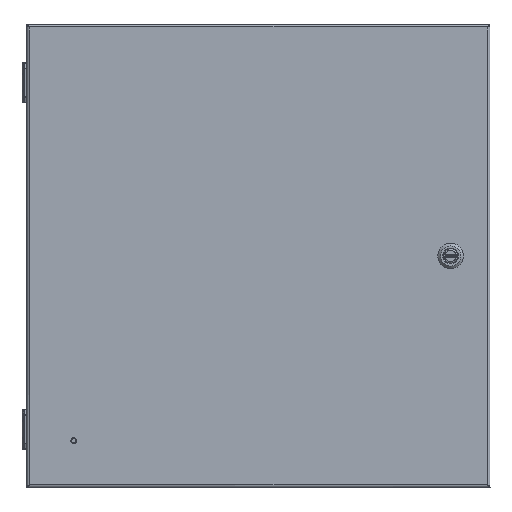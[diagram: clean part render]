
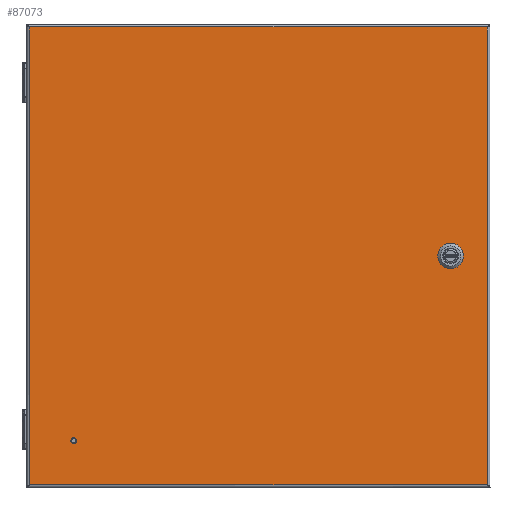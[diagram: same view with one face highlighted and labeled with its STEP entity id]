
A CAD part, top view. The second image highlights one B-rep face of the part: STEP entity #87073.
In plain terms, the highlighted planar face has unit normal (0, 0, 1).
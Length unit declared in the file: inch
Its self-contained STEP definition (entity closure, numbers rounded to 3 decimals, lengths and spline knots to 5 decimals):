
#5387 = VECTOR ( 'NONE', #157790, 39.37008 ) ;
#6793 = LINE ( 'NONE', #137776, #57855 ) ;
#7666 = FACE_BOUND ( 'NONE', #166293, .T. ) ;
#9785 = VERTEX_POINT ( 'NONE', #84486 ) ;
#10217 = CIRCLE ( 'NONE', #98176, 0.443 ) ;
#10328 = VECTOR ( 'NONE', #62301, 39.37008 ) ;
#11161 = EDGE_CURVE ( 'NONE', #112776, #9785, #142007, .T. ) ;
#13423 = CARTESIAN_POINT ( 'NONE',  ( 10.093, -10.0755, 6.119 ) ) ;
#16769 = ORIENTED_EDGE ( 'NONE', *, *, #72211, .T. ) ;
#20533 = CIRCLE ( 'NONE', #99306, 0.443 ) ;
#20861 = ORIENTED_EDGE ( 'NONE', *, *, #139295, .T. ) ;
#24457 = CARTESIAN_POINT ( 'NONE',  ( -8.20655, -8.1275, 6.119 ) ) ;
#26450 = EDGE_CURVE ( 'NONE', #9785, #79183, #84467, .T. ) ;
#28026 = VERTEX_POINT ( 'NONE', #136194 ) ;
#29736 = CARTESIAN_POINT ( 'NONE',  ( 10.205, -10.0755, 6.119 ) ) ;
#30079 = VERTEX_POINT ( 'NONE', #155641 ) ;
#30228 = VECTOR ( 'NONE', #153071, 39.37008 ) ;
#38660 = CARTESIAN_POINT ( 'NONE',  ( 8.076, -0.19858, 6.119 ) ) ;
#39719 = DIRECTION ( 'NONE',  ( 0., 0., -1. ) ) ;
#42342 = CARTESIAN_POINT ( 'NONE',  ( 8.472, 0., 6.119 ) ) ;
#43135 = CARTESIAN_POINT ( 'NONE',  ( 8.868, -0.19858, 6.119 ) ) ;
#43234 = VECTOR ( 'NONE', #69910, 39.37008 ) ;
#46680 = ORIENTED_EDGE ( 'NONE', *, *, #123051, .T. ) ;
#51188 = VERTEX_POINT ( 'NONE', #185613 ) ;
#54164 = DIRECTION ( 'NONE',  ( 0., 0., 1. ) ) ;
#55080 = EDGE_CURVE ( 'NONE', #142428, #59543, #186385, .T. ) ;
#55086 = PLANE ( 'NONE',  #105121 ) ;
#55259 = EDGE_CURVE ( 'NONE', #30079, #63047, #106527, .T. ) ;
#55333 = CARTESIAN_POINT ( 'NONE',  ( 10.093, -10.1875, 6.119 ) ) ;
#57211 = CARTESIAN_POINT ( 'NONE',  ( 10.093, 10.0755, 6.119 ) ) ;
#57855 = VECTOR ( 'NONE', #182386, 39.37008 ) ;
#58221 = DIRECTION ( 'NONE',  ( 1., 0., 0. ) ) ;
#59543 = VERTEX_POINT ( 'NONE', #13423 ) ;
#60555 = CARTESIAN_POINT ( 'NONE',  ( 8.67058, 0.396, 6.119 ) ) ;
#62301 = DIRECTION ( 'NONE',  ( -1., 0., 0. ) ) ;
#63047 = VERTEX_POINT ( 'NONE', #101368 ) ;
#64103 = EDGE_CURVE ( 'NONE', #79183, #150376, #99904, .T. ) ;
#64384 = ORIENTED_EDGE ( 'NONE', *, *, #98532, .T. ) ;
#69910 = DIRECTION ( 'NONE',  ( 0., 1., 0. ) ) ;
#71799 = DIRECTION ( 'NONE',  ( 0., 0., -1. ) ) ;
#71981 = CARTESIAN_POINT ( 'NONE',  ( 8.472, 0., 6.119 ) ) ;
#72211 = EDGE_CURVE ( 'NONE', #89715, #51188, #91750, .T. ) ;
#79183 = VERTEX_POINT ( 'NONE', #106456 ) ;
#84467 = CIRCLE ( 'NONE', #187541, 0.443 ) ;
#84486 = CARTESIAN_POINT ( 'NONE',  ( 8.076, 0.19858, 6.119 ) ) ;
#86428 = CARTESIAN_POINT ( 'NONE',  ( 10.205, -10.1875, 6.119 ) ) ;
#87073 = ADVANCED_FACE ( 'NONE', ( #109241, #7666, #167143 ), #55086, .T. ) ;
#87561 = CARTESIAN_POINT ( 'NONE',  ( 10.205, 0.396, 6.119 ) ) ;
#89062 = EDGE_LOOP ( 'NONE', ( #166458, #160287, #148940, #105632, #20861, #170344, #46680, #103198 ) ) ;
#89715 = VERTEX_POINT ( 'NONE', #57211 ) ;
#90392 = EDGE_CURVE ( 'NONE', #150376, #28026, #20533, .T. ) ;
#91750 = LINE ( 'NONE', #149621, #10328 ) ;
#92079 = CARTESIAN_POINT ( 'NONE',  ( 8.076, -10.1875, 6.119 ) ) ;
#95662 = CARTESIAN_POINT ( 'NONE',  ( -10.058, -10.0755, 6.119 ) ) ;
#97059 = LINE ( 'NONE', #125526, #30228 ) ;
#97654 = DIRECTION ( 'NONE',  ( -1., 0., 0. ) ) ;
#98176 = AXIS2_PLACEMENT_3D ( 'NONE', #122660, #120766, #178662 ) ;
#98532 = EDGE_CURVE ( 'NONE', #59543, #89715, #167393, .T. ) ;
#98716 = CIRCLE ( 'NONE', #165346, 0.09655 ) ;
#99306 = AXIS2_PLACEMENT_3D ( 'NONE', #71981, #39719, #97654 ) ;
#99904 = LINE ( 'NONE', #87561, #5387 ) ;
#101368 = CARTESIAN_POINT ( 'NONE',  ( 8.27342, -0.396, 6.119 ) ) ;
#103198 = ORIENTED_EDGE ( 'NONE', *, *, #11161, .T. ) ;
#105121 = AXIS2_PLACEMENT_3D ( 'NONE', #86428, #54164, #128165 ) ;
#105632 = ORIENTED_EDGE ( 'NONE', *, *, #172194, .T. ) ;
#106456 = CARTESIAN_POINT ( 'NONE',  ( 8.27342, 0.396, 6.119 ) ) ;
#106527 = LINE ( 'NONE', #135922, #186333 ) ;
#109241 = FACE_BOUND ( 'NONE', #89062, .T. ) ;
#109626 = DIRECTION ( 'NONE',  ( -1., 0., 0. ) ) ;
#109767 = DIRECTION ( 'NONE',  ( -1., 0., 0. ) ) ;
#112776 = VERTEX_POINT ( 'NONE', #38660 ) ;
#113231 = DIRECTION ( 'NONE',  ( 0., 1., 0. ) ) ;
#120766 = DIRECTION ( 'NONE',  ( 0., 0., -1. ) ) ;
#120890 = ORIENTED_EDGE ( 'NONE', *, *, #55080, .T. ) ;
#122660 = CARTESIAN_POINT ( 'NONE',  ( 8.472, 0., 6.119 ) ) ;
#123051 = EDGE_CURVE ( 'NONE', #63047, #112776, #151277, .T. ) ;
#125526 = CARTESIAN_POINT ( 'NONE',  ( -10.058, -10.1875, 6.119 ) ) ;
#128165 = DIRECTION ( 'NONE',  ( -1., 0., 0. ) ) ;
#130290 = VERTEX_POINT ( 'NONE', #43135 ) ;
#132217 = DIRECTION ( 'NONE',  ( -1., 0., 0. ) ) ;
#135922 = CARTESIAN_POINT ( 'NONE',  ( 10.205, -0.396, 6.119 ) ) ;
#136194 = CARTESIAN_POINT ( 'NONE',  ( 8.868, 0.19858, 6.119 ) ) ;
#136205 = VECTOR ( 'NONE', #113231, 39.37008 ) ;
#137776 = CARTESIAN_POINT ( 'NONE',  ( 8.868, -10.1875, 6.119 ) ) ;
#139295 = EDGE_CURVE ( 'NONE', #130290, #30079, #10217, .T. ) ;
#142007 = LINE ( 'NONE', #92079, #43234 ) ;
#142428 = VERTEX_POINT ( 'NONE', #95662 ) ;
#148940 = ORIENTED_EDGE ( 'NONE', *, *, #90392, .T. ) ;
#149621 = CARTESIAN_POINT ( 'NONE',  ( 10.205, 10.0755, 6.119 ) ) ;
#150376 = VERTEX_POINT ( 'NONE', #60555 ) ;
#151277 = CIRCLE ( 'NONE', #154422, 0.443 ) ;
#151984 = ORIENTED_EDGE ( 'NONE', *, *, #169066, .T. ) ;
#152346 = CARTESIAN_POINT ( 'NONE',  ( 8.472, 0., 6.119 ) ) ;
#153071 = DIRECTION ( 'NONE',  ( 0., -1., 0. ) ) ;
#153247 = EDGE_CURVE ( 'NONE', #154492, #154492, #98716, .T. ) ;
#153316 = ORIENTED_EDGE ( 'NONE', *, *, #153247, .T. ) ;
#154422 = AXIS2_PLACEMENT_3D ( 'NONE', #152346, #178913, #109626 ) ;
#154492 = VERTEX_POINT ( 'NONE', #24457 ) ;
#155641 = CARTESIAN_POINT ( 'NONE',  ( 8.67058, -0.396, 6.119 ) ) ;
#157790 = DIRECTION ( 'NONE',  ( 1., 0., 0. ) ) ;
#158977 = VECTOR ( 'NONE', #58221, 39.37008 ) ;
#160287 = ORIENTED_EDGE ( 'NONE', *, *, #64103, .T. ) ;
#161341 = DIRECTION ( 'NONE',  ( 0., 0., -1. ) ) ;
#162794 = EDGE_LOOP ( 'NONE', ( #151984, #120890, #64384, #16769 ) ) ;
#165346 = AXIS2_PLACEMENT_3D ( 'NONE', #165762, #161341, #109767 ) ;
#165762 = CARTESIAN_POINT ( 'NONE',  ( -8.11, -8.1275, 6.119 ) ) ;
#166293 = EDGE_LOOP ( 'NONE', ( #153316 ) ) ;
#166458 = ORIENTED_EDGE ( 'NONE', *, *, #26450, .T. ) ;
#167143 = FACE_OUTER_BOUND ( 'NONE', #162794, .T. ) ;
#167393 = LINE ( 'NONE', #55333, #136205 ) ;
#169066 = EDGE_CURVE ( 'NONE', #51188, #142428, #97059, .T. ) ;
#170344 = ORIENTED_EDGE ( 'NONE', *, *, #55259, .T. ) ;
#172194 = EDGE_CURVE ( 'NONE', #28026, #130290, #6793, .T. ) ;
#172383 = DIRECTION ( 'NONE',  ( -1., 0., 0. ) ) ;
#178662 = DIRECTION ( 'NONE',  ( -1., 0., 0. ) ) ;
#178913 = DIRECTION ( 'NONE',  ( 0., 0., -1. ) ) ;
#182386 = DIRECTION ( 'NONE',  ( 0., -1., 0. ) ) ;
#185613 = CARTESIAN_POINT ( 'NONE',  ( -10.058, 10.0755, 6.119 ) ) ;
#186333 = VECTOR ( 'NONE', #132217, 39.37008 ) ;
#186385 = LINE ( 'NONE', #29736, #158977 ) ;
#187541 = AXIS2_PLACEMENT_3D ( 'NONE', #42342, #71799, #172383 ) ;
